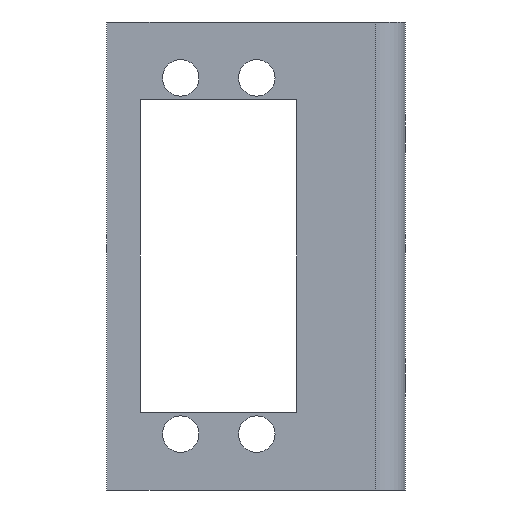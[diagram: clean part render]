
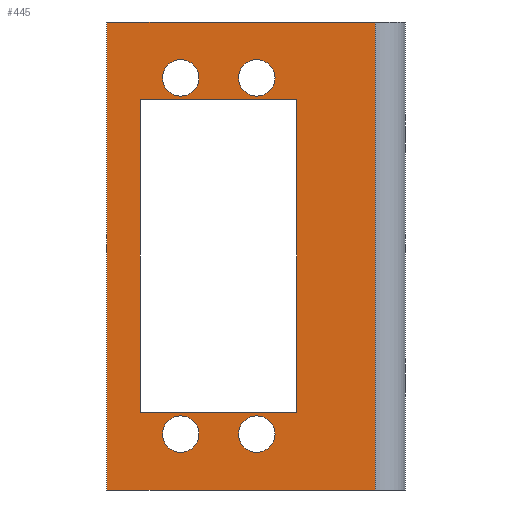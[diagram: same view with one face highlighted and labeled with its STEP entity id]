
A CAD part, front view. The second image highlights one B-rep face of the part: STEP entity #445.
In plain terms, the highlighted planar face has unit normal (0, -1, 0).
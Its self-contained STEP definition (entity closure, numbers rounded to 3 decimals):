
#19=FACE_BOUND('',#102,.T.);
#20=FACE_BOUND('',#103,.T.);
#21=FACE_BOUND('',#104,.T.);
#22=FACE_BOUND('',#105,.T.);
#23=FACE_BOUND('',#106,.T.);
#33=CIRCLE('',#483,2.45);
#35=CIRCLE('',#486,2.45);
#37=CIRCLE('',#489,2.45);
#39=CIRCLE('',#492,2.45);
#73=FACE_OUTER_BOUND('',#101,.T.);
#101=EDGE_LOOP('',(#377,#378,#379,#380));
#102=EDGE_LOOP('',(#381,#382,#383,#384));
#103=EDGE_LOOP('',(#385));
#104=EDGE_LOOP('',(#386));
#105=EDGE_LOOP('',(#387));
#106=EDGE_LOOP('',(#388));
#117=LINE('',#644,#159);
#120=LINE('',#650,#162);
#123=LINE('',#656,#165);
#126=LINE('',#660,#168);
#134=LINE('',#704,#176);
#149=LINE('',#740,#191);
#152=LINE('',#746,#194);
#153=LINE('',#747,#195);
#159=VECTOR('',#518,10.);
#162=VECTOR('',#523,10.);
#165=VECTOR('',#528,10.);
#168=VECTOR('',#533,10.);
#176=VECTOR('',#581,10.);
#191=VECTOR('',#620,10.);
#194=VECTOR('',#625,10.);
#195=VECTOR('',#626,10.);
#201=VERTEX_POINT('',#641);
#202=VERTEX_POINT('',#643);
#204=VERTEX_POINT('',#649);
#206=VERTEX_POINT('',#655);
#211=VERTEX_POINT('',#674);
#213=VERTEX_POINT('',#680);
#215=VERTEX_POINT('',#686);
#217=VERTEX_POINT('',#692);
#221=VERTEX_POINT('',#701);
#222=VERTEX_POINT('',#703);
#231=VERTEX_POINT('',#739);
#233=VERTEX_POINT('',#745);
#237=EDGE_CURVE('',#202,#201,#117,.T.);
#240=EDGE_CURVE('',#204,#202,#120,.T.);
#243=EDGE_CURVE('',#206,#204,#123,.T.);
#246=EDGE_CURVE('',#201,#206,#126,.T.);
#253=EDGE_CURVE('',#211,#211,#33,.T.);
#256=EDGE_CURVE('',#213,#213,#35,.T.);
#259=EDGE_CURVE('',#215,#215,#37,.T.);
#262=EDGE_CURVE('',#217,#217,#39,.T.);
#267=EDGE_CURVE('',#222,#221,#134,.T.);
#285=EDGE_CURVE('',#222,#231,#149,.T.);
#288=EDGE_CURVE('',#233,#221,#152,.T.);
#289=EDGE_CURVE('',#231,#233,#153,.T.);
#377=ORIENTED_EDGE('',*,*,#267,.T.);
#378=ORIENTED_EDGE('',*,*,#288,.F.);
#379=ORIENTED_EDGE('',*,*,#289,.F.);
#380=ORIENTED_EDGE('',*,*,#285,.F.);
#381=ORIENTED_EDGE('',*,*,#243,.T.);
#382=ORIENTED_EDGE('',*,*,#240,.T.);
#383=ORIENTED_EDGE('',*,*,#237,.T.);
#384=ORIENTED_EDGE('',*,*,#246,.T.);
#385=ORIENTED_EDGE('',*,*,#253,.T.);
#386=ORIENTED_EDGE('',*,*,#256,.T.);
#387=ORIENTED_EDGE('',*,*,#259,.T.);
#388=ORIENTED_EDGE('',*,*,#262,.T.);
#421=PLANE('',#508);
#445=ADVANCED_FACE('',(#73,#19,#20,#21,#22,#23),#421,.F.);
#483=AXIS2_PLACEMENT_3D('',#675,#550,#551);
#486=AXIS2_PLACEMENT_3D('',#681,#557,#558);
#489=AXIS2_PLACEMENT_3D('',#687,#564,#565);
#492=AXIS2_PLACEMENT_3D('',#693,#571,#572);
#508=AXIS2_PLACEMENT_3D('',#744,#623,#624);
#518=DIRECTION('',(0.,0.,1.));
#523=DIRECTION('',(-1.,0.,0.));
#528=DIRECTION('',(0.,0.,-1.));
#533=DIRECTION('',(1.,0.,0.));
#550=DIRECTION('center_axis',(0.,1.,0.));
#551=DIRECTION('ref_axis',(-1.,0.,0.));
#557=DIRECTION('center_axis',(0.,1.,0.));
#558=DIRECTION('ref_axis',(-1.,0.,0.));
#564=DIRECTION('center_axis',(0.,1.,0.));
#565=DIRECTION('ref_axis',(-1.,0.,0.));
#571=DIRECTION('center_axis',(0.,1.,0.));
#572=DIRECTION('ref_axis',(-1.,0.,0.));
#581=DIRECTION('',(0.,0.,1.));
#620=DIRECTION('',(-1.,0.,0.));
#623=DIRECTION('center_axis',(0.,1.,0.));
#624=DIRECTION('ref_axis',(0.,0.,1.));
#625=DIRECTION('',(1.,0.,0.));
#626=DIRECTION('',(0.,0.,1.));
#641=CARTESIAN_POINT('',(4.5,0.,-10.4));
#643=CARTESIAN_POINT('',(4.5,0.,-52.4));
#644=CARTESIAN_POINT('',(4.5,0.,-41.9));
#649=CARTESIAN_POINT('',(25.5,0.,-52.4));
#650=CARTESIAN_POINT('',(22.75,0.,-52.4));
#655=CARTESIAN_POINT('',(25.5,0.,-10.4));
#656=CARTESIAN_POINT('',(25.5,0.,-20.9));
#660=CARTESIAN_POINT('',(12.25,0.,-10.4));
#674=CARTESIAN_POINT('',(22.55,0.,-55.3));
#675=CARTESIAN_POINT('Origin',(20.1,0.,-55.3));
#680=CARTESIAN_POINT('',(12.35,0.,-55.3));
#681=CARTESIAN_POINT('Origin',(9.9,0.,-55.3));
#686=CARTESIAN_POINT('',(22.55,0.,-7.5));
#687=CARTESIAN_POINT('Origin',(20.1,0.,-7.5));
#692=CARTESIAN_POINT('',(12.35,0.,-7.5));
#693=CARTESIAN_POINT('Origin',(9.9,0.,-7.5));
#701=CARTESIAN_POINT('',(36.,0.,0.));
#703=CARTESIAN_POINT('',(36.,0.,-62.8));
#704=CARTESIAN_POINT('',(36.,0.,-47.1));
#739=CARTESIAN_POINT('',(0.,0.,-62.8));
#740=CARTESIAN_POINT('',(40.,0.,-62.8));
#744=CARTESIAN_POINT('Origin',(20.,0.,-31.4));
#745=CARTESIAN_POINT('',(0.,0.,0.));
#746=CARTESIAN_POINT('',(0.,0.,0.));
#747=CARTESIAN_POINT('',(0.,0.,-62.8));
